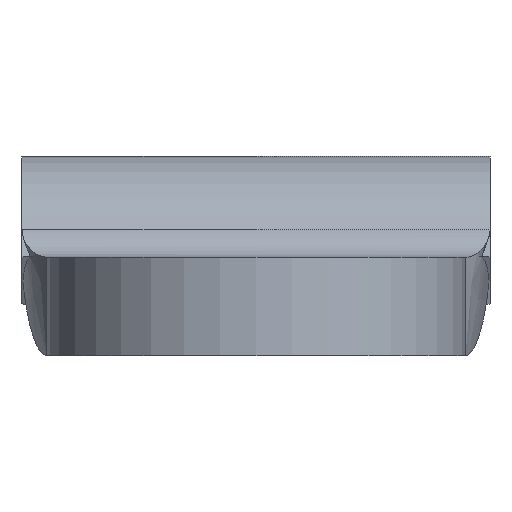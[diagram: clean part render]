
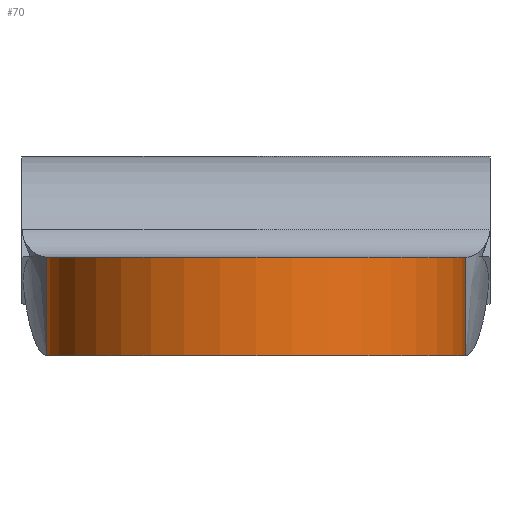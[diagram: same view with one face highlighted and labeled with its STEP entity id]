
A CAD part, left-side view. The second image highlights one B-rep face of the part: STEP entity #70.
In plain terms, the highlighted cylindrical face has radius 8.5 mm (diameter 17 mm), a partial arc.
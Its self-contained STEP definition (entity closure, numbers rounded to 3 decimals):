
#70=ADVANCED_FACE('',(#167),#168,.T.);
#167=FACE_OUTER_BOUND('',#309,.T.);
#168=CYLINDRICAL_SURFACE('',#310,8.5);
#309=EDGE_LOOP('',(#463,#464,#465,#466));
#310=AXIS2_PLACEMENT_3D('',#467,#468,#469);
#463=ORIENTED_EDGE('',*,*,#802,.F.);
#464=ORIENTED_EDGE('',*,*,#803,.T.);
#465=ORIENTED_EDGE('',*,*,#798,.T.);
#466=ORIENTED_EDGE('',*,*,#804,.F.);
#467=CARTESIAN_POINT('',(-0.5,0.0,0.0));
#468=DIRECTION('',(0.0,0.0,1.0));
#469=DIRECTION('',(1.0,0.0,0.0));
#798=EDGE_CURVE('',#949,#950,#951,.T.);
#802=EDGE_CURVE('',#955,#956,#957,.T.);
#803=EDGE_CURVE('',#955,#949,#958,.T.);
#804=EDGE_CURVE('',#956,#950,#959,.T.);
#949=VERTEX_POINT('',#1205);
#950=VERTEX_POINT('',#1206);
#951=LINE('',#1207,#1208);
#955=VERTEX_POINT('',#1214);
#956=VERTEX_POINT('',#1215);
#957=LINE('',#1216,#1217);
#958=CIRCLE('',#1218,8.5);
#959=CIRCLE('',#1219,8.5);
#1205=CARTESIAN_POINT('',(0.988,-8.369,-4.0));
#1206=CARTESIAN_POINT('',(0.988,-8.369,0.0));
#1207=CARTESIAN_POINT('',(0.988,-8.369,0.0));
#1208=VECTOR('',#1489,1.0);
#1214=CARTESIAN_POINT('',(0.988,8.369,-4.0));
#1215=CARTESIAN_POINT('',(0.988,8.369,0.0));
#1216=CARTESIAN_POINT('',(0.988,8.369,0.0));
#1217=VECTOR('',#1492,1.0);
#1218=AXIS2_PLACEMENT_3D('',#1493,#1494,#1495);
#1219=AXIS2_PLACEMENT_3D('',#1496,#1497,#1498);
#1489=DIRECTION('',(0.0,0.0,1.0));
#1492=DIRECTION('',(0.0,0.0,1.0));
#1493=CARTESIAN_POINT('',(-0.5,0.0,-4.0));
#1494=DIRECTION('',(0.0,0.0,1.0));
#1495=DIRECTION('',(1.0,0.0,0.0));
#1496=CARTESIAN_POINT('',(-0.5,0.0,0.0));
#1497=DIRECTION('',(0.0,0.0,1.0));
#1498=DIRECTION('',(1.0,0.0,0.0));
